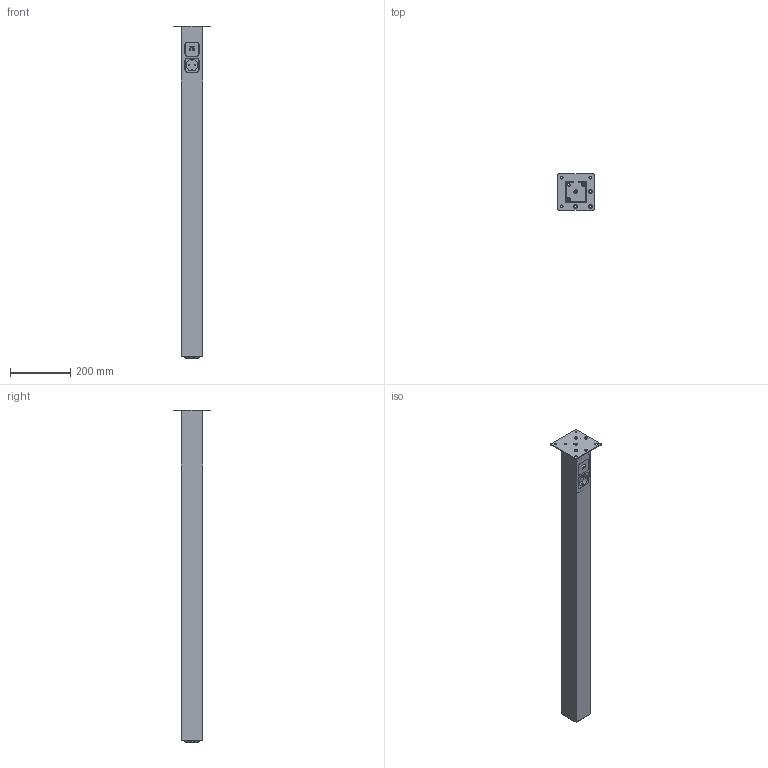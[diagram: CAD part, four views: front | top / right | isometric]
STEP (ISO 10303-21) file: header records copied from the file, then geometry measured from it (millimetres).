
FILE_DESCRIPTION(('STEP AP214'),'1');
FILE_NAME('Connero 3 H870 - Kopie.STP','2025-12-19T09:18:49',(' '),(' '),'Spatial InterOp 3D',' ',' ');
FILE_SCHEMA(('AUTOMOTIVE_DESIGN { 1 0 10303 214 1 1 1 1 }'));
Length unit declared in the file: millimetre
Products named in the file (1): 3D-Objekt
Bounding box: 120 x 120 x 1100 mm (x, y, z)
Volume: 909695.4 mm3; surface area: 722382.8 mm2
Topology: 16 solids, 17 shells, 495 faces, 1267 edges, 807 vertices
Faces by surface type: plane 204, cylinder 179, cone 80, torus 32
Entity records: 16753 total; most frequent: CARTESIAN_POINT 3333, DIRECTION 2744, ORIENTED_EDGE 2526, EDGE_CURVE 1263, AXIS2_PLACEMENT_3D 1066, VERTEX_POINT 807, LINE 612, VECTOR 612
